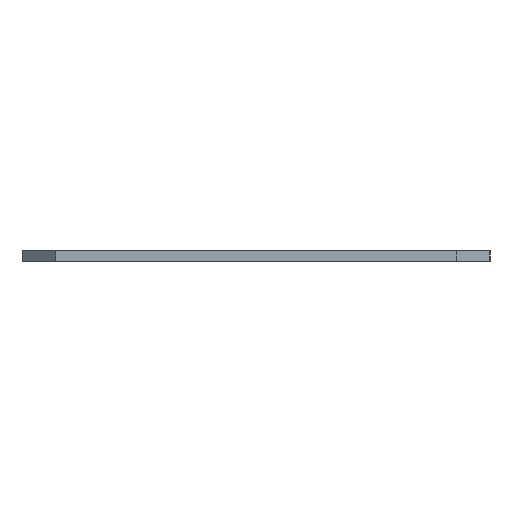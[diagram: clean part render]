
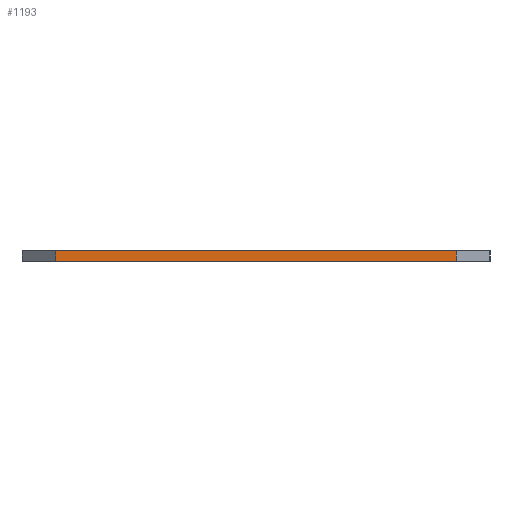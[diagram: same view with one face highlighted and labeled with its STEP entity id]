
A CAD part, left-side view. The second image highlights one B-rep face of the part: STEP entity #1193.
In plain terms, the highlighted planar face has unit normal (-1, 0, 0).
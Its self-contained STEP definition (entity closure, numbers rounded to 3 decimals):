
#12 = DIRECTION ( 'NONE',  ( 0., 0., -1. ) ) ;
#63 = EDGE_CURVE ( 'NONE', #618, #1125, #378, .T. ) ;
#92 = ORIENTED_EDGE ( 'NONE', *, *, #494, .F. ) ;
#95 = DIRECTION ( 'NONE',  ( 1., 0., 0. ) ) ;
#124 = CARTESIAN_POINT ( 'NONE',  ( -62.737, -22.837, 0. ) ) ;
#131 = VECTOR ( 'NONE', #738, 1000. ) ;
#132 = LINE ( 'NONE', #314, #1167 ) ;
#204 = CARTESIAN_POINT ( 'NONE',  ( -62.737, -22.837, 0. ) ) ;
#275 = EDGE_CURVE ( 'NONE', #514, #618, #1135, .T. ) ;
#314 = CARTESIAN_POINT ( 'NONE',  ( -62.737, -22.837, 2. ) ) ;
#317 = AXIS2_PLACEMENT_3D ( 'NONE', #375, #95, #12 ) ;
#349 = ORIENTED_EDGE ( 'NONE', *, *, #275, .T. ) ;
#375 = CARTESIAN_POINT ( 'NONE',  ( -62.737, -22.837, 2. ) ) ;
#378 = LINE ( 'NONE', #204, #798 ) ;
#393 = PLANE ( 'NONE',  #317 ) ;
#450 = VERTEX_POINT ( 'NONE', #1121 ) ;
#455 = CARTESIAN_POINT ( 'NONE',  ( -62.737, 50.263, 0. ) ) ;
#491 = DIRECTION ( 'NONE',  ( 0., 0., -1. ) ) ;
#494 = EDGE_CURVE ( 'NONE', #514, #450, #555, .T. ) ;
#511 = DIRECTION ( 'NONE',  ( 0., 0., -1. ) ) ;
#514 = VERTEX_POINT ( 'NONE', #1108 ) ;
#555 = LINE ( 'NONE', #1115, #131 ) ;
#612 = ORIENTED_EDGE ( 'NONE', *, *, #63, .T. ) ;
#618 = VERTEX_POINT ( 'NONE', #455 ) ;
#624 = EDGE_LOOP ( 'NONE', ( #612, #1089, #92, #349 ) ) ;
#662 = DIRECTION ( 'NONE',  ( 0., -1., 0. ) ) ;
#738 = DIRECTION ( 'NONE',  ( 0., -1., 0. ) ) ;
#798 = VECTOR ( 'NONE', #662, 1000. ) ;
#907 = VECTOR ( 'NONE', #491, 1000. ) ;
#930 = FACE_OUTER_BOUND ( 'NONE', #624, .T. ) ;
#955 = CARTESIAN_POINT ( 'NONE',  ( -62.737, 50.263, 2. ) ) ;
#1003 = EDGE_CURVE ( 'NONE', #450, #1125, #132, .T. ) ;
#1089 = ORIENTED_EDGE ( 'NONE', *, *, #1003, .F. ) ;
#1108 = CARTESIAN_POINT ( 'NONE',  ( -62.737, 50.263, 2. ) ) ;
#1115 = CARTESIAN_POINT ( 'NONE',  ( -62.737, -22.837, 2. ) ) ;
#1121 = CARTESIAN_POINT ( 'NONE',  ( -62.737, -22.837, 2. ) ) ;
#1125 = VERTEX_POINT ( 'NONE', #124 ) ;
#1135 = LINE ( 'NONE', #955, #907 ) ;
#1167 = VECTOR ( 'NONE', #511, 1000. ) ;
#1193 = ADVANCED_FACE ( 'NONE', ( #930 ), #393, .F. ) ;
